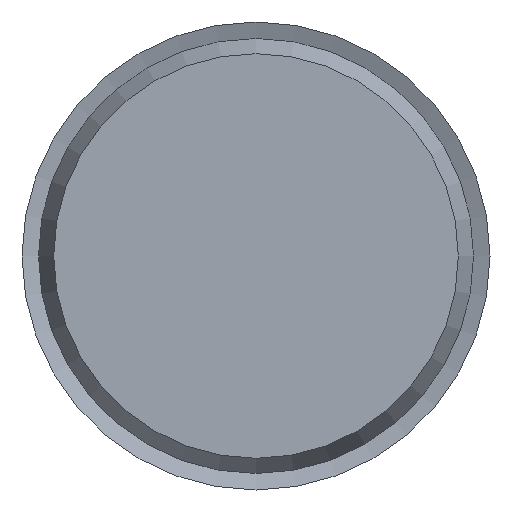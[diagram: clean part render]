
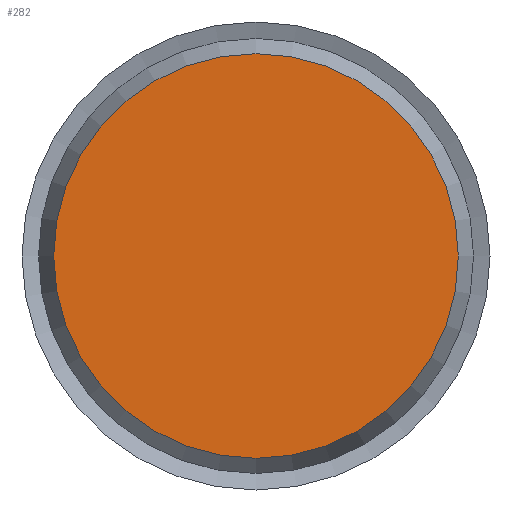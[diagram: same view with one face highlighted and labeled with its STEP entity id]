
A CAD part, front view. The second image highlights one B-rep face of the part: STEP entity #282.
In plain terms, the highlighted planar face has unit normal (0, -1, 0).
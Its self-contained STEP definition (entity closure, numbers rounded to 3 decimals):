
#54 = CARTESIAN_POINT ( 'NONE',  ( 0., 0., 15.95 ) ) ;
#87 = DIRECTION ( 'NONE',  ( 0., 0., -1. ) ) ;
#110 = CIRCLE ( 'NONE', #405, 15.95 ) ;
#137 = DIRECTION ( 'NONE',  ( 0., 0., 1. ) ) ;
#175 = ORIENTED_EDGE ( 'NONE', *, *, #496, .T. ) ;
#212 = DIRECTION ( 'NONE',  ( 0., -1., 0. ) ) ;
#259 = PLANE ( 'NONE',  #323 ) ;
#282 = ADVANCED_FACE ( 'NONE', ( #338 ), #259, .F. ) ;
#289 = VERTEX_POINT ( 'NONE', #451 ) ;
#292 = CARTESIAN_POINT ( 'NONE',  ( 0., 0., 0. ) ) ;
#299 = DIRECTION ( 'NONE',  ( 0., 1., 0. ) ) ;
#323 = AXIS2_PLACEMENT_3D ( 'NONE', #54, #299, #137 ) ;
#338 = FACE_OUTER_BOUND ( 'NONE', #394, .T. ) ;
#394 = EDGE_LOOP ( 'NONE', ( #175 ) ) ;
#405 = AXIS2_PLACEMENT_3D ( 'NONE', #292, #212, #87 ) ;
#451 = CARTESIAN_POINT ( 'NONE',  ( 0., 0., -15.95 ) ) ;
#496 = EDGE_CURVE ( 'NONE', #289, #289, #110, .T. ) ;
